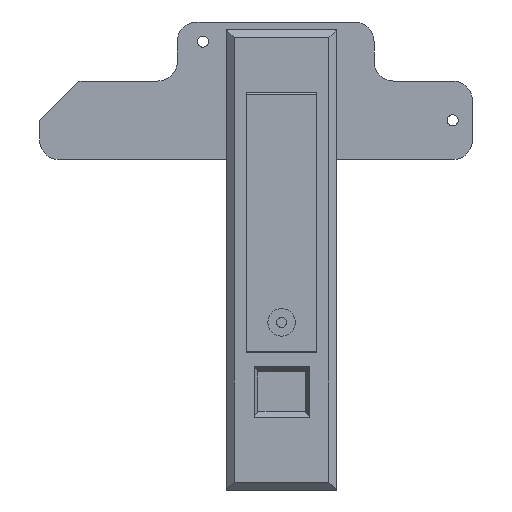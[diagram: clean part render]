
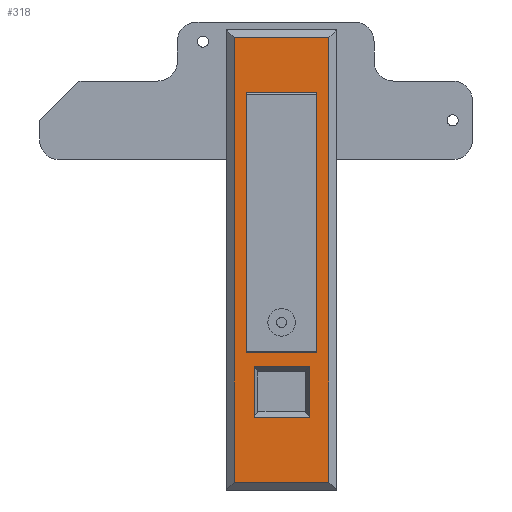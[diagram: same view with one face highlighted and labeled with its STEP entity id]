
A CAD part, top view. The second image highlights one B-rep face of the part: STEP entity #318.
In plain terms, the highlighted planar face has unit normal (0, 0, 1).
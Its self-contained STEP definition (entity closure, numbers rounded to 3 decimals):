
#240 = LINE ( 'NONE', #7168, #480 ) ;
#257 = FACE_OUTER_BOUND ( 'NONE', #4671, .T. ) ;
#273 = CARTESIAN_POINT ( 'NONE',  ( -9., 7., 3. ) ) ;
#317 = ORIENTED_EDGE ( 'NONE', *, *, #930, .T. ) ;
#318 = ADVANCED_FACE ( 'NONE', ( #257, #2067, #750 ), #8654, .F. ) ;
#357 = LINE ( 'NONE', #3784, #7065 ) ;
#396 = LINE ( 'NONE', #2768, #7687 ) ;
#480 = VECTOR ( 'NONE', #4131, 1000. ) ;
#602 = CARTESIAN_POINT ( 'NONE',  ( -7., -75.5, 3. ) ) ;
#680 = CARTESIAN_POINT ( 'NONE',  ( 7., -75.5, 3. ) ) ;
#749 = LINE ( 'NONE', #3227, #6569 ) ;
#750 = FACE_BOUND ( 'NONE', #5047, .T. ) ;
#894 = VECTOR ( 'NONE', #3739, 1000. ) ;
#915 = DIRECTION ( 'NONE',  ( 0., 0., -1. ) ) ;
#930 = EDGE_CURVE ( 'NONE', #2660, #1240, #3804, .T. ) ;
#1002 = AXIS2_PLACEMENT_3D ( 'NONE', #8554, #915, #4625 ) ;
#1061 = DIRECTION ( 'NONE',  ( 0., 1., 0. ) ) ;
#1079 = VERTEX_POINT ( 'NONE', #10064 ) ;
#1191 = ORIENTED_EDGE ( 'NONE', *, *, #1422, .T. ) ;
#1240 = VERTEX_POINT ( 'NONE', #8710 ) ;
#1384 = DIRECTION ( 'NONE',  ( 1., 0., 0. ) ) ;
#1422 = EDGE_CURVE ( 'NONE', #6933, #9056, #396, .T. ) ;
#1450 = ORIENTED_EDGE ( 'NONE', *, *, #7355, .F. ) ;
#1488 = DIRECTION ( 'NONE',  ( -1., 0., 0. ) ) ;
#1569 = CARTESIAN_POINT ( 'NONE',  ( -12., 21., 3. ) ) ;
#1618 = VERTEX_POINT ( 'NONE', #273 ) ;
#1769 = VERTEX_POINT ( 'NONE', #8656 ) ;
#1795 = CARTESIAN_POINT ( 'NONE',  ( 9., 7., 3. ) ) ;
#1960 = LINE ( 'NONE', #8526, #2715 ) ;
#2022 = VERTEX_POINT ( 'NONE', #680 ) ;
#2067 = FACE_BOUND ( 'NONE', #7819, .T. ) ;
#2128 = EDGE_CURVE ( 'NONE', #3706, #1769, #1960, .T. ) ;
#2186 = CARTESIAN_POINT ( 'NONE',  ( 12., 21., 3. ) ) ;
#2243 = EDGE_CURVE ( 'NONE', #4409, #2660, #3202, .T. ) ;
#2660 = VERTEX_POINT ( 'NONE', #6422 ) ;
#2684 = LINE ( 'NONE', #9907, #9135 ) ;
#2715 = VECTOR ( 'NONE', #9943, 1000. ) ;
#2768 = CARTESIAN_POINT ( 'NONE',  ( 9., 7., 3. ) ) ;
#3202 = LINE ( 'NONE', #4384, #8436 ) ;
#3227 = CARTESIAN_POINT ( 'NONE',  ( 7., 23., 3. ) ) ;
#3452 = CARTESIAN_POINT ( 'NONE',  ( 12., 23., 3. ) ) ;
#3597 = CARTESIAN_POINT ( 'NONE',  ( -14., -62.5, 3. ) ) ;
#3635 = LINE ( 'NONE', #5450, #3871 ) ;
#3698 = ORIENTED_EDGE ( 'NONE', *, *, #2243, .T. ) ;
#3706 = VERTEX_POINT ( 'NONE', #1569 ) ;
#3716 = DIRECTION ( 'NONE',  ( 1., 0., 0. ) ) ;
#3739 = DIRECTION ( 'NONE',  ( -1., 0., 0. ) ) ;
#3784 = CARTESIAN_POINT ( 'NONE',  ( -14., -92., 3. ) ) ;
#3788 = EDGE_CURVE ( 'NONE', #1079, #7253, #5702, .T. ) ;
#3804 = LINE ( 'NONE', #3597, #7700 ) ;
#3810 = DIRECTION ( 'NONE',  ( 0., -1., 0. ) ) ;
#3871 = VECTOR ( 'NONE', #3810, 1000. ) ;
#3928 = EDGE_CURVE ( 'NONE', #2022, #4409, #6223, .T. ) ;
#4131 = DIRECTION ( 'NONE',  ( 1., 0., 0. ) ) ;
#4207 = ORIENTED_EDGE ( 'NONE', *, *, #7173, .T. ) ;
#4384 = CARTESIAN_POINT ( 'NONE',  ( -7., 23., 3. ) ) ;
#4409 = VERTEX_POINT ( 'NONE', #602 ) ;
#4498 = CARTESIAN_POINT ( 'NONE',  ( -14., 21., 3. ) ) ;
#4585 = ORIENTED_EDGE ( 'NONE', *, *, #3928, .T. ) ;
#4625 = DIRECTION ( 'NONE',  ( -1., 0., 0. ) ) ;
#4671 = EDGE_LOOP ( 'NONE', ( #6798, #4985, #5618, #4207 ) ) ;
#4806 = DIRECTION ( 'NONE',  ( 0., -1., 0. ) ) ;
#4847 = VECTOR ( 'NONE', #1061, 1000. ) ;
#4954 = DIRECTION ( 'NONE',  ( 0., -1., 0. ) ) ;
#4985 = ORIENTED_EDGE ( 'NONE', *, *, #7252, .T. ) ;
#5047 = EDGE_LOOP ( 'NONE', ( #7962, #1450, #7357, #1191 ) ) ;
#5450 = CARTESIAN_POINT ( 'NONE',  ( -9., 7., 3. ) ) ;
#5618 = ORIENTED_EDGE ( 'NONE', *, *, #3788, .T. ) ;
#5702 = LINE ( 'NONE', #3452, #4847 ) ;
#5929 = DIRECTION ( 'NONE',  ( 0., 1., 0. ) ) ;
#6223 = LINE ( 'NONE', #7563, #894 ) ;
#6407 = CARTESIAN_POINT ( 'NONE',  ( -9., -59., 3. ) ) ;
#6422 = CARTESIAN_POINT ( 'NONE',  ( -7., -62.5, 3. ) ) ;
#6569 = VECTOR ( 'NONE', #4806, 1000. ) ;
#6777 = DIRECTION ( 'NONE',  ( 1., 0., 0. ) ) ;
#6798 = ORIENTED_EDGE ( 'NONE', *, *, #2128, .T. ) ;
#6903 = EDGE_CURVE ( 'NONE', #1240, #2022, #749, .T. ) ;
#6933 = VERTEX_POINT ( 'NONE', #1795 ) ;
#6948 = LINE ( 'NONE', #4498, #8888 ) ;
#7065 = VECTOR ( 'NONE', #3716, 1000. ) ;
#7168 = CARTESIAN_POINT ( 'NONE',  ( -9., 7., 3. ) ) ;
#7173 = EDGE_CURVE ( 'NONE', #7253, #3706, #6948, .T. ) ;
#7252 = EDGE_CURVE ( 'NONE', #1769, #1079, #357, .T. ) ;
#7253 = VERTEX_POINT ( 'NONE', #2186 ) ;
#7355 = EDGE_CURVE ( 'NONE', #1618, #8078, #3635, .T. ) ;
#7357 = ORIENTED_EDGE ( 'NONE', *, *, #10059, .T. ) ;
#7563 = CARTESIAN_POINT ( 'NONE',  ( -14., -75.5, 3. ) ) ;
#7687 = VECTOR ( 'NONE', #4954, 1000. ) ;
#7700 = VECTOR ( 'NONE', #6777, 1000. ) ;
#7705 = ORIENTED_EDGE ( 'NONE', *, *, #6903, .T. ) ;
#7819 = EDGE_LOOP ( 'NONE', ( #4585, #3698, #317, #7705 ) ) ;
#7951 = CARTESIAN_POINT ( 'NONE',  ( 9., -59., 3. ) ) ;
#7962 = ORIENTED_EDGE ( 'NONE', *, *, #9220, .F. ) ;
#8078 = VERTEX_POINT ( 'NONE', #6407 ) ;
#8436 = VECTOR ( 'NONE', #5929, 1000. ) ;
#8526 = CARTESIAN_POINT ( 'NONE',  ( -12., 23., 3. ) ) ;
#8554 = CARTESIAN_POINT ( 'NONE',  ( -14., 23., 3. ) ) ;
#8654 = PLANE ( 'NONE',  #1002 ) ;
#8656 = CARTESIAN_POINT ( 'NONE',  ( -12., -92., 3. ) ) ;
#8710 = CARTESIAN_POINT ( 'NONE',  ( 7., -62.5, 3. ) ) ;
#8888 = VECTOR ( 'NONE', #1488, 1000. ) ;
#9056 = VERTEX_POINT ( 'NONE', #7951 ) ;
#9135 = VECTOR ( 'NONE', #1384, 1000. ) ;
#9220 = EDGE_CURVE ( 'NONE', #8078, #9056, #2684, .T. ) ;
#9907 = CARTESIAN_POINT ( 'NONE',  ( -9., -59., 3. ) ) ;
#9943 = DIRECTION ( 'NONE',  ( 0., -1., 0. ) ) ;
#10059 = EDGE_CURVE ( 'NONE', #1618, #6933, #240, .T. ) ;
#10064 = CARTESIAN_POINT ( 'NONE',  ( 12., -92., 3. ) ) ;
